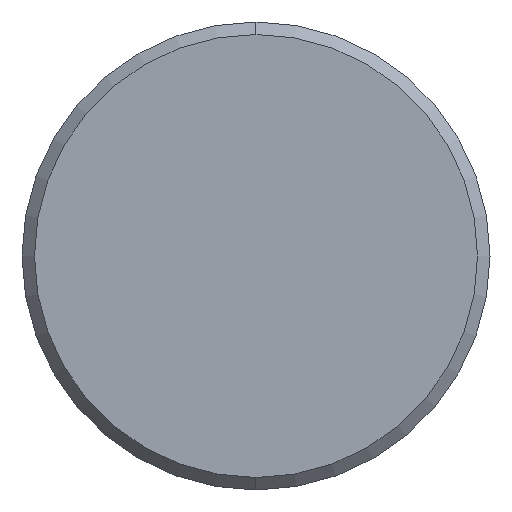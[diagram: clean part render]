
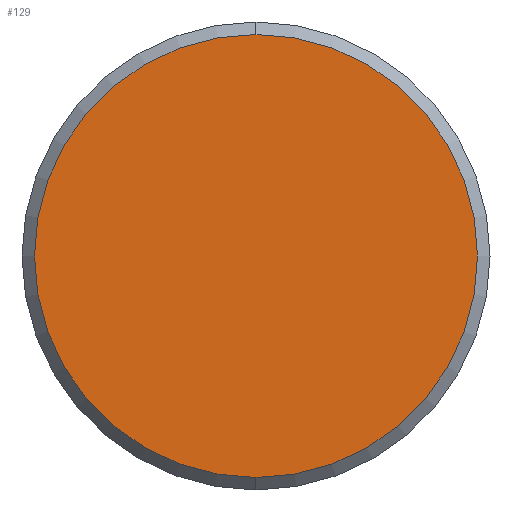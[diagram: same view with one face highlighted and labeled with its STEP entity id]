
A CAD part, left-side view. The second image highlights one B-rep face of the part: STEP entity #129.
In plain terms, the highlighted planar face has unit normal (-1, 0, 0).
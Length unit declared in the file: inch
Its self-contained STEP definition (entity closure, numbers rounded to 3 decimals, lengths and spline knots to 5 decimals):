
#29 = VERTEX_POINT ( 'NONE', #71 ) ;
#37 = CARTESIAN_POINT ( 'NONE',  ( -3., 0., 0.1775 ) ) ;
#42 = CARTESIAN_POINT ( 'NONE',  ( -3., 0., 0. ) ) ;
#70 = EDGE_CURVE ( 'NONE', #29, #265, #184, .T. ) ;
#71 = CARTESIAN_POINT ( 'NONE',  ( -3., 0., -0.1775 ) ) ;
#84 = AXIS2_PLACEMENT_3D ( 'NONE', #229, #153, #97 ) ;
#85 = DIRECTION ( 'NONE',  ( 1., 0., 0. ) ) ;
#97 = DIRECTION ( 'NONE',  ( 0., 0., -1. ) ) ;
#120 = CIRCLE ( 'NONE', #277, 0.1775 ) ;
#121 = EDGE_LOOP ( 'NONE', ( #179, #247 ) ) ;
#125 = CARTESIAN_POINT ( 'NONE',  ( -3., 0., 0. ) ) ;
#126 = DIRECTION ( 'NONE',  ( -1., 0., 0. ) ) ;
#129 = ADVANCED_FACE ( 'NONE', ( #213 ), #276, .F. ) ;
#153 = DIRECTION ( 'NONE',  ( -1., 0., 0. ) ) ;
#179 = ORIENTED_EDGE ( 'NONE', *, *, #70, .T. ) ;
#184 = CIRCLE ( 'NONE', #84, 0.1775 ) ;
#186 = AXIS2_PLACEMENT_3D ( 'NONE', #125, #85, #233 ) ;
#213 = FACE_OUTER_BOUND ( 'NONE', #121, .T. ) ;
#227 = EDGE_CURVE ( 'NONE', #265, #29, #120, .T. ) ;
#229 = CARTESIAN_POINT ( 'NONE',  ( -3., 0., 0. ) ) ;
#233 = DIRECTION ( 'NONE',  ( 0., 0., -1. ) ) ;
#236 = DIRECTION ( 'NONE',  ( 0., 0., -1. ) ) ;
#247 = ORIENTED_EDGE ( 'NONE', *, *, #227, .T. ) ;
#265 = VERTEX_POINT ( 'NONE', #37 ) ;
#276 = PLANE ( 'NONE',  #186 ) ;
#277 = AXIS2_PLACEMENT_3D ( 'NONE', #42, #126, #236 ) ;
